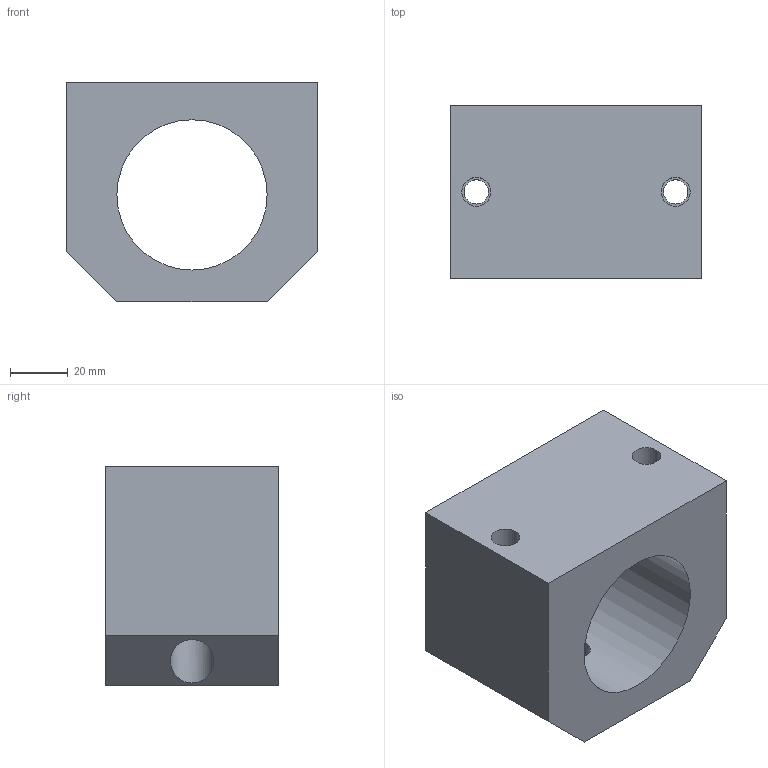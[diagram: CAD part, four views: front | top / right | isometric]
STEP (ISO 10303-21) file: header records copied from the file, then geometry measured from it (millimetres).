
FILE_DESCRIPTION( ( 'STEP AP214' ), '1' );
FILE_NAME( 'SGC-40.stp', '2010-01-20T11:00:25', ( ' ' ), ( ' ' ), 'XStep 1.0', ' ', ' ' );
FILE_SCHEMA( ( 'CONFIG_CONTROL_DESIGN) ( )' ) );
Length unit declared in the file: metre
Products named in the file (1): 1
Bounding box: 87 x 60 x 76 mm (x, y, z)
Volume: 234393.4 mm3; surface area: 41330.4 mm2
Topology: 1 solids, 1 shells, 20 faces, 47 edges, 32 vertices
Faces by surface type: plane 12, cylinder 8
Full cylindrical faces by diameter (mm): 8.4 x2, 10 x3, 15 x2, 52 x1
Entity records: 764 total; most frequent: CARTESIAN_POINT 156, DIRECTION 90, ORIENTED_EDGE 68, EDGE_LOOP 40, AXIS2_PLACEMENT_3D 36, EDGE_CURVE 34, FACE_OUTER_BOUND 28, VERTEX_POINT 28
